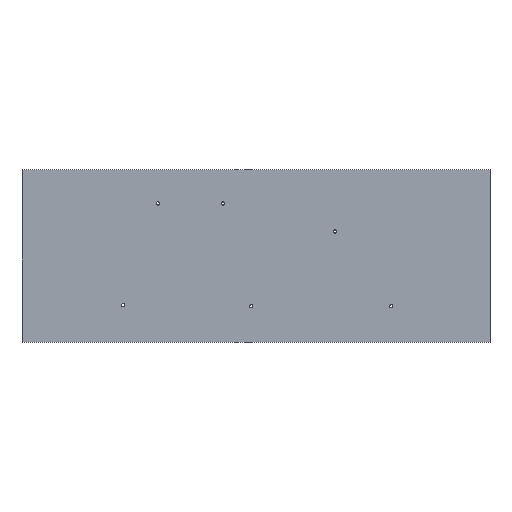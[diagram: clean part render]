
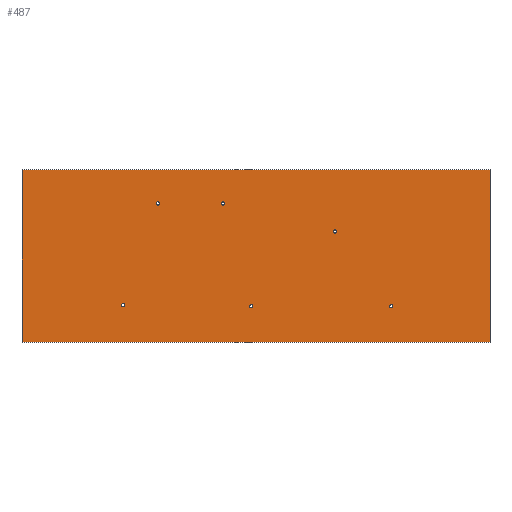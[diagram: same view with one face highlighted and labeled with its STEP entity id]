
A CAD part, top view. The second image highlights one B-rep face of the part: STEP entity #487.
In plain terms, the highlighted planar face has unit normal (0, 0, 1).
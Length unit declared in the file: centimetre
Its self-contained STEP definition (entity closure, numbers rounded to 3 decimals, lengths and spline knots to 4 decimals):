
#44=CIRCLE('',#534,0.17);
#46=CIRCLE('',#538,0.17);
#48=CIRCLE('',#542,0.17);
#50=CIRCLE('',#546,0.17);
#52=CIRCLE('',#550,0.17);
#54=CIRCLE('',#554,0.17);
#67=FACE_BOUND('',#143,.T.);
#68=FACE_BOUND('',#144,.T.);
#69=FACE_BOUND('',#145,.T.);
#70=FACE_BOUND('',#146,.T.);
#71=FACE_BOUND('',#147,.T.);
#72=FACE_BOUND('',#148,.T.);
#101=FACE_OUTER_BOUND('',#142,.T.);
#142=EDGE_LOOP('',(#431,#432,#433,#434));
#143=EDGE_LOOP('',(#435));
#144=EDGE_LOOP('',(#436));
#145=EDGE_LOOP('',(#437));
#146=EDGE_LOOP('',(#438));
#147=EDGE_LOOP('',(#439));
#148=EDGE_LOOP('',(#440));
#163=LINE('',#735,#199);
#167=LINE('',#743,#203);
#170=LINE('',#749,#206);
#173=LINE('',#754,#209);
#199=VECTOR('',#584,1.);
#203=VECTOR('',#590,1.);
#206=VECTOR('',#595,1.);
#209=VECTOR('',#600,1.);
#231=VERTEX_POINT('',#733);
#232=VERTEX_POINT('',#734);
#235=VERTEX_POINT('',#742);
#237=VERTEX_POINT('',#748);
#252=VERTEX_POINT('',#797);
#254=VERTEX_POINT('',#804);
#256=VERTEX_POINT('',#811);
#258=VERTEX_POINT('',#818);
#260=VERTEX_POINT('',#825);
#262=VERTEX_POINT('',#832);
#275=EDGE_CURVE('',#231,#232,#163,.T.);
#279=EDGE_CURVE('',#232,#235,#167,.T.);
#282=EDGE_CURVE('',#235,#237,#170,.T.);
#285=EDGE_CURVE('',#237,#231,#173,.T.);
#307=EDGE_CURVE('',#252,#252,#44,.T.);
#310=EDGE_CURVE('',#254,#254,#46,.T.);
#313=EDGE_CURVE('',#256,#256,#48,.T.);
#316=EDGE_CURVE('',#258,#258,#50,.T.);
#319=EDGE_CURVE('',#260,#260,#52,.T.);
#322=EDGE_CURVE('',#262,#262,#54,.T.);
#431=ORIENTED_EDGE('',*,*,#285,.T.);
#432=ORIENTED_EDGE('',*,*,#275,.T.);
#433=ORIENTED_EDGE('',*,*,#279,.T.);
#434=ORIENTED_EDGE('',*,*,#282,.T.);
#435=ORIENTED_EDGE('',*,*,#319,.T.);
#436=ORIENTED_EDGE('',*,*,#313,.T.);
#437=ORIENTED_EDGE('',*,*,#307,.T.);
#438=ORIENTED_EDGE('',*,*,#310,.T.);
#439=ORIENTED_EDGE('',*,*,#316,.T.);
#440=ORIENTED_EDGE('',*,*,#322,.T.);
#458=PLANE('',#555);
#487=ADVANCED_FACE('',(#101,#67,#68,#69,#70,#71,#72),#458,.T.);
#534=AXIS2_PLACEMENT_3D('',#799,#653,#654);
#538=AXIS2_PLACEMENT_3D('',#806,#662,#663);
#542=AXIS2_PLACEMENT_3D('',#813,#671,#672);
#546=AXIS2_PLACEMENT_3D('',#820,#680,#681);
#550=AXIS2_PLACEMENT_3D('',#827,#689,#690);
#554=AXIS2_PLACEMENT_3D('',#834,#698,#699);
#555=AXIS2_PLACEMENT_3D('',#835,#700,#701);
#584=DIRECTION('',(1.,0.,0.));
#590=DIRECTION('',(0.,1.,0.));
#595=DIRECTION('',(-1.,0.,0.));
#600=DIRECTION('',(0.,-1.,0.));
#653=DIRECTION('center_axis',(0.,0.,-1.));
#654=DIRECTION('ref_axis',(1.,0.,0.));
#662=DIRECTION('center_axis',(0.,0.,-1.));
#663=DIRECTION('ref_axis',(1.,0.,0.));
#671=DIRECTION('center_axis',(0.,0.,-1.));
#672=DIRECTION('ref_axis',(1.,0.,0.));
#680=DIRECTION('center_axis',(0.,0.,-1.));
#681=DIRECTION('ref_axis',(1.,0.,0.));
#689=DIRECTION('center_axis',(0.,0.,-1.));
#690=DIRECTION('ref_axis',(1.,0.,0.));
#698=DIRECTION('center_axis',(0.,0.,-1.));
#699=DIRECTION('ref_axis',(1.,0.,0.));
#700=DIRECTION('center_axis',(0.,0.,1.));
#701=DIRECTION('ref_axis',(1.,0.,0.));
#733=CARTESIAN_POINT('',(762.4702,119.1269,5.));
#734=CARTESIAN_POINT('',(812.5702,119.1269,5.));
#735=CARTESIAN_POINT('',(762.4702,119.1269,5.));
#742=CARTESIAN_POINT('',(812.5702,137.6269,5.));
#743=CARTESIAN_POINT('',(812.5702,119.1269,5.));
#748=CARTESIAN_POINT('',(762.4702,137.6269,5.));
#749=CARTESIAN_POINT('',(812.5702,137.6269,5.));
#754=CARTESIAN_POINT('',(762.4702,137.6269,5.));
#797=CARTESIAN_POINT('',(801.83,123.,5.));
#799=CARTESIAN_POINT('Origin',(802.,123.,5.));
#804=CARTESIAN_POINT('',(773.118,123.1229,5.));
#806=CARTESIAN_POINT('Origin',(773.288,123.1229,5.));
#811=CARTESIAN_POINT('',(776.83,134.,5.));
#813=CARTESIAN_POINT('Origin',(777.,134.,5.));
#818=CARTESIAN_POINT('',(786.83,123.,5.));
#820=CARTESIAN_POINT('Origin',(787.,123.,5.));
#825=CARTESIAN_POINT('',(795.83,131.,5.));
#827=CARTESIAN_POINT('Origin',(796.,131.,5.));
#832=CARTESIAN_POINT('',(783.83,134.,5.));
#834=CARTESIAN_POINT('Origin',(784.,134.,5.));
#835=CARTESIAN_POINT('Origin',(784.,134.,5.));
